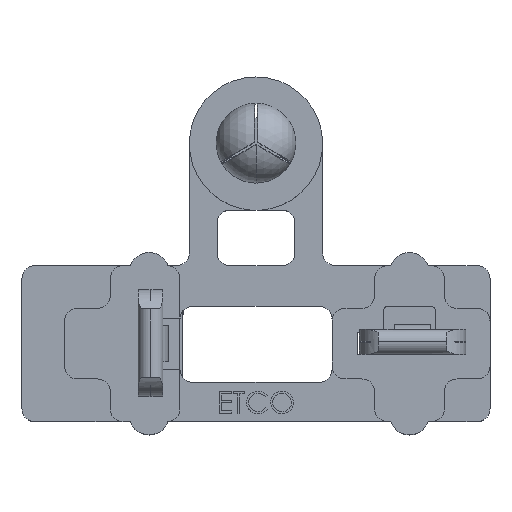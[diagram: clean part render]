
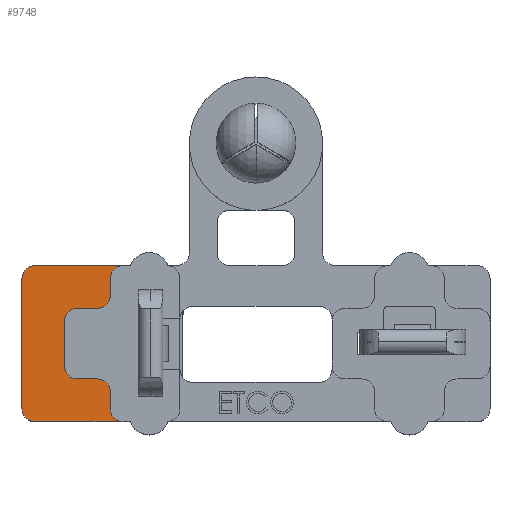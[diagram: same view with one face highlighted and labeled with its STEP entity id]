
A CAD part, top view. The second image highlights one B-rep face of the part: STEP entity #9748.
In plain terms, the highlighted planar face has unit normal (0, 0, 1).
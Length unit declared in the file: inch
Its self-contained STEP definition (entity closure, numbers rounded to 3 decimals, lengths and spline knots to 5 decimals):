
#110 = CARTESIAN_POINT ( 'NONE',  ( -0.311, -0.6505, 0.125 ) ) ;
#454 = DIRECTION ( 'NONE',  ( 0., 1., 0. ) ) ;
#496 = CARTESIAN_POINT ( 'NONE',  ( -0.5175, -0.6205, 0.125 ) ) ;
#872 = CARTESIAN_POINT ( 'NONE',  ( -0.341, -0.3555, 0.125 ) ) ;
#893 = CARTESIAN_POINT ( 'NONE',  ( -0.5175, -0.6505, 0.125 ) ) ;
#901 = ORIENTED_EDGE ( 'NONE', *, *, #20306, .T. ) ;
#1202 = DIRECTION ( 'NONE',  ( 1., 0., 0. ) ) ;
#1309 = ORIENTED_EDGE ( 'NONE', *, *, #12190, .T. ) ;
#1398 = LINE ( 'NONE', #8833, #3745 ) ;
#1538 = CARTESIAN_POINT ( 'NONE',  ( -0.5475, -0.3155, 0.125 ) ) ;
#1562 = ORIENTED_EDGE ( 'NONE', *, *, #15665, .T. ) ;
#1854 = AXIS2_PLACEMENT_3D ( 'NONE', #15133, #22598, #5853 ) ;
#1903 = DIRECTION ( 'NONE',  ( 1., 0., 0. ) ) ;
#2084 = DIRECTION ( 'NONE',  ( 1., 0., 0. ) ) ;
#2182 = DIRECTION ( 'NONE',  ( 1., 0., 0. ) ) ;
#2220 = AXIS2_PLACEMENT_3D ( 'NONE', #10461, #17931, #1202 ) ;
#2395 = AXIS2_PLACEMENT_3D ( 'NONE', #11352, #18824, #2084 ) ;
#2451 = CIRCLE ( 'NONE', #16097, 0.03 ) ;
#2504 = DIRECTION ( 'NONE',  ( 1., 0., 0. ) ) ;
#2540 = AXIS2_PLACEMENT_3D ( 'NONE', #8351, #15810, #23268 ) ;
#3022 = PLANE ( 'NONE',  #2220 ) ;
#3189 = ORIENTED_EDGE ( 'NONE', *, *, #23131, .T. ) ;
#3299 = ORIENTED_EDGE ( 'NONE', *, *, #15967, .T. ) ;
#3453 = CARTESIAN_POINT ( 'NONE',  ( -0.448, -0.3855, 0.125 ) ) ;
#3540 = CARTESIAN_POINT ( 'NONE',  ( -0.371, -0.3855, 0.125 ) ) ;
#3598 = VERTEX_POINT ( 'NONE', #10217 ) ;
#3745 = VECTOR ( 'NONE', #16293, 39.37008 ) ;
#3780 = CARTESIAN_POINT ( 'NONE',  ( -0.448, -0.5505, 0.125 ) ) ;
#4204 = DIRECTION ( 'NONE',  ( 1., 0., 0. ) ) ;
#4864 = VERTEX_POINT ( 'NONE', #9392 ) ;
#5156 = CIRCLE ( 'NONE', #18845, 0.03 ) ;
#5422 = VERTEX_POINT ( 'NONE', #12830 ) ;
#5499 = DIRECTION ( 'NONE',  ( -1., 0., 0. ) ) ;
#5853 = DIRECTION ( 'NONE',  ( 1., 0., 0. ) ) ;
#6667 = ORIENTED_EDGE ( 'NONE', *, *, #7307, .T. ) ;
#7157 = LINE ( 'NONE', #14599, #17002 ) ;
#7307 = EDGE_CURVE ( 'NONE', #20188, #19858, #13042, .T. ) ;
#7427 = VECTOR ( 'NONE', #2182, 39.37008 ) ;
#7933 = DIRECTION ( 'NONE',  ( 0., 0., 1. ) ) ;
#8175 = VECTOR ( 'NONE', #8978, 39.37008 ) ;
#8351 = CARTESIAN_POINT ( 'NONE',  ( -0.371, -0.5805, 0.125 ) ) ;
#8512 = CARTESIAN_POINT ( 'NONE',  ( -0.5175, -0.3155, 0.125 ) ) ;
#8592 = EDGE_LOOP ( 'NONE', ( #19247, #6667, #20826, #3189, #1562, #1309, #19296, #20058, #10497, #12965, #19992, #3299, #23699, #901, #14345, #23016 ) ) ;
#8595 = EDGE_CURVE ( 'NONE', #3598, #13290, #7157, .T. ) ;
#8833 = CARTESIAN_POINT ( 'NONE',  ( -0.341, -0.2855, 0.125 ) ) ;
#8922 = EDGE_CURVE ( 'NONE', #11806, #12123, #1398, .T. ) ;
#8978 = DIRECTION ( 'NONE',  ( 0., -1., 0. ) ) ;
#9272 = CARTESIAN_POINT ( 'NONE',  ( -0.341, -0.3155, 0.125 ) ) ;
#9392 = CARTESIAN_POINT ( 'NONE',  ( -0.5475, -0.3155, 0.125 ) ) ;
#9715 = LINE ( 'NONE', #17183, #23676 ) ;
#9748 = ADVANCED_FACE ( 'NONE', ( #19763 ), #3022, .T. ) ;
#9750 = CARTESIAN_POINT ( 'NONE',  ( -0.448, -0.4155, 0.125 ) ) ;
#9845 = AXIS2_PLACEMENT_3D ( 'NONE', #13475, #20948, #4204 ) ;
#10048 = EDGE_CURVE ( 'NONE', #5422, #20188, #9715, .T. ) ;
#10145 = VERTEX_POINT ( 'NONE', #23166 ) ;
#10217 = CARTESIAN_POINT ( 'NONE',  ( -0.418, -0.3855, 0.125 ) ) ;
#10461 = CARTESIAN_POINT ( 'NONE',  ( -0.5175, -0.3155, 0.125 ) ) ;
#10497 = ORIENTED_EDGE ( 'NONE', *, *, #8922, .T. ) ;
#10536 = VERTEX_POINT ( 'NONE', #893 ) ;
#10901 = DIRECTION ( 'NONE',  ( 0., 1., 0. ) ) ;
#11171 = CARTESIAN_POINT ( 'NONE',  ( -0.418, -0.5205, 0.125 ) ) ;
#11225 = DIRECTION ( 'NONE',  ( -1., 0., 0. ) ) ;
#11352 = CARTESIAN_POINT ( 'NONE',  ( -0.311, -0.6205, 0.125 ) ) ;
#11455 = LINE ( 'NONE', #18924, #7427 ) ;
#11780 = CARTESIAN_POINT ( 'NONE',  ( -0.311, -0.3155, 0.125 ) ) ;
#11806 = VERTEX_POINT ( 'NONE', #872 ) ;
#12005 = CARTESIAN_POINT ( 'NONE',  ( -0.341, -0.5805, 0.125 ) ) ;
#12100 = AXIS2_PLACEMENT_3D ( 'NONE', #8512, #15972, #23432 ) ;
#12123 = VERTEX_POINT ( 'NONE', #9272 ) ;
#12153 = EDGE_CURVE ( 'NONE', #19858, #14456, #20523, .T. ) ;
#12175 = AXIS2_PLACEMENT_3D ( 'NONE', #11171, #18641, #1903 ) ;
#12190 = EDGE_CURVE ( 'NONE', #13425, #3598, #12351, .T. ) ;
#12351 = CIRCLE ( 'NONE', #1854, 0.03 ) ;
#12518 = CARTESIAN_POINT ( 'NONE',  ( -0.371, -0.5505, 0.125 ) ) ;
#12830 = CARTESIAN_POINT ( 'NONE',  ( -0.341, -0.6205, 0.125 ) ) ;
#12901 = CIRCLE ( 'NONE', #2395, 0.03 ) ;
#12965 = ORIENTED_EDGE ( 'NONE', *, *, #23283, .T. ) ;
#13042 = CIRCLE ( 'NONE', #2540, 0.03 ) ;
#13290 = VERTEX_POINT ( 'NONE', #3540 ) ;
#13425 = VERTEX_POINT ( 'NONE', #9750 ) ;
#13475 = CARTESIAN_POINT ( 'NONE',  ( -0.371, -0.3555, 0.125 ) ) ;
#13553 = CARTESIAN_POINT ( 'NONE',  ( -0.5475, -0.6205, 0.125 ) ) ;
#14345 = ORIENTED_EDGE ( 'NONE', *, *, #20737, .T. ) ;
#14456 = VERTEX_POINT ( 'NONE', #18235 ) ;
#14599 = CARTESIAN_POINT ( 'NONE',  ( -0.448, -0.3855, 0.125 ) ) ;
#14767 = LINE ( 'NONE', #22241, #16075 ) ;
#14959 = VERTEX_POINT ( 'NONE', #110 ) ;
#15133 = CARTESIAN_POINT ( 'NONE',  ( -0.418, -0.4155, 0.125 ) ) ;
#15276 = EDGE_CURVE ( 'NONE', #4864, #16442, #18268, .T. ) ;
#15384 = DIRECTION ( 'NONE',  ( 1., 0., 0. ) ) ;
#15665 = EDGE_CURVE ( 'NONE', #10145, #13425, #20199, .T. ) ;
#15746 = VERTEX_POINT ( 'NONE', #23937 ) ;
#15810 = DIRECTION ( 'NONE',  ( 0., 0., 1. ) ) ;
#15967 = EDGE_CURVE ( 'NONE', #15746, #4864, #22652, .T. ) ;
#15972 = DIRECTION ( 'NONE',  ( 0., 0., 1. ) ) ;
#16075 = VECTOR ( 'NONE', #5499, 39.37008 ) ;
#16097 = AXIS2_PLACEMENT_3D ( 'NONE', #11780, #19250, #2504 ) ;
#16293 = DIRECTION ( 'NONE',  ( 0., 1., 0. ) ) ;
#16442 = VERTEX_POINT ( 'NONE', #13553 ) ;
#16538 = VERTEX_POINT ( 'NONE', #17717 ) ;
#16691 = EDGE_CURVE ( 'NONE', #14959, #5422, #12901, .T. ) ;
#17002 = VECTOR ( 'NONE', #22072, 39.37008 ) ;
#17183 = CARTESIAN_POINT ( 'NONE',  ( -0.341, -0.5505, 0.125 ) ) ;
#17717 = CARTESIAN_POINT ( 'NONE',  ( -0.311, -0.2855, 0.125 ) ) ;
#17931 = DIRECTION ( 'NONE',  ( 0., 0., 1. ) ) ;
#17953 = VECTOR ( 'NONE', #10901, 39.37008 ) ;
#18235 = CARTESIAN_POINT ( 'NONE',  ( -0.418, -0.5505, 0.125 ) ) ;
#18268 = LINE ( 'NONE', #1538, #8175 ) ;
#18641 = DIRECTION ( 'NONE',  ( 0., 0., -1. ) ) ;
#18824 = DIRECTION ( 'NONE',  ( 0., 0., -1. ) ) ;
#18845 = AXIS2_PLACEMENT_3D ( 'NONE', #496, #7933, #15384 ) ;
#18924 = CARTESIAN_POINT ( 'NONE',  ( -0.5175, -0.6505, 0.125 ) ) ;
#19247 = ORIENTED_EDGE ( 'NONE', *, *, #10048, .T. ) ;
#19250 = DIRECTION ( 'NONE',  ( 0., 0., -1. ) ) ;
#19296 = ORIENTED_EDGE ( 'NONE', *, *, #8595, .T. ) ;
#19763 = FACE_OUTER_BOUND ( 'NONE', #8592, .T. ) ;
#19858 = VERTEX_POINT ( 'NONE', #12518 ) ;
#19992 = ORIENTED_EDGE ( 'NONE', *, *, #22822, .T. ) ;
#20058 = ORIENTED_EDGE ( 'NONE', *, *, #23249, .T. ) ;
#20188 = VERTEX_POINT ( 'NONE', #12005 ) ;
#20199 = LINE ( 'NONE', #3453, #17953 ) ;
#20306 = EDGE_CURVE ( 'NONE', #16442, #10536, #5156, .T. ) ;
#20397 = CIRCLE ( 'NONE', #9845, 0.03 ) ;
#20523 = LINE ( 'NONE', #3780, #24086 ) ;
#20737 = EDGE_CURVE ( 'NONE', #10536, #14959, #11455, .T. ) ;
#20826 = ORIENTED_EDGE ( 'NONE', *, *, #12153, .T. ) ;
#20948 = DIRECTION ( 'NONE',  ( 0., 0., 1. ) ) ;
#22072 = DIRECTION ( 'NONE',  ( 1., 0., 0. ) ) ;
#22241 = CARTESIAN_POINT ( 'NONE',  ( -0.341, -0.2855, 0.125 ) ) ;
#22598 = DIRECTION ( 'NONE',  ( 0., 0., -1. ) ) ;
#22652 = CIRCLE ( 'NONE', #12100, 0.03 ) ;
#22729 = CIRCLE ( 'NONE', #12175, 0.03 ) ;
#22822 = EDGE_CURVE ( 'NONE', #16538, #15746, #14767, .T. ) ;
#23016 = ORIENTED_EDGE ( 'NONE', *, *, #16691, .T. ) ;
#23131 = EDGE_CURVE ( 'NONE', #14456, #10145, #22729, .T. ) ;
#23166 = CARTESIAN_POINT ( 'NONE',  ( -0.448, -0.5205, 0.125 ) ) ;
#23249 = EDGE_CURVE ( 'NONE', #13290, #11806, #20397, .T. ) ;
#23268 = DIRECTION ( 'NONE',  ( 1., 0., 0. ) ) ;
#23283 = EDGE_CURVE ( 'NONE', #12123, #16538, #2451, .T. ) ;
#23432 = DIRECTION ( 'NONE',  ( 1., 0., 0. ) ) ;
#23676 = VECTOR ( 'NONE', #454, 39.37008 ) ;
#23699 = ORIENTED_EDGE ( 'NONE', *, *, #15276, .T. ) ;
#23937 = CARTESIAN_POINT ( 'NONE',  ( -0.5175, -0.2855, 0.125 ) ) ;
#24086 = VECTOR ( 'NONE', #11225, 39.37008 ) ;
